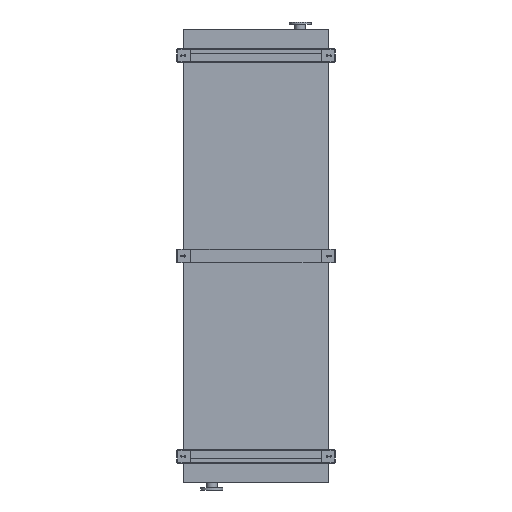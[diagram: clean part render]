
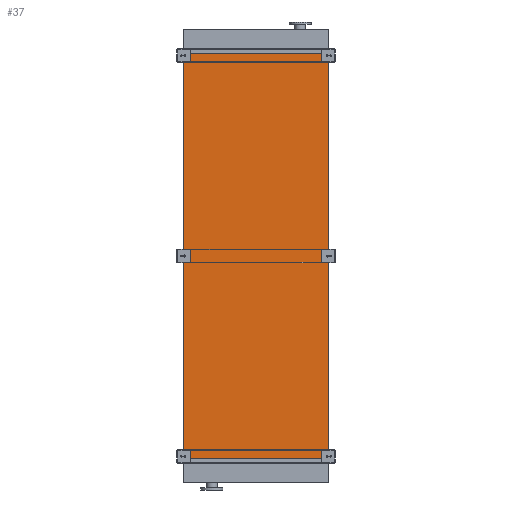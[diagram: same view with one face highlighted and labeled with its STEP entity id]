
A CAD part, front view. The second image highlights one B-rep face of the part: STEP entity #37.
In plain terms, the highlighted planar face has unit normal (0, -1, 0).
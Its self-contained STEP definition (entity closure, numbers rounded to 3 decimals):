
#37 = ADVANCED_FACE ( 'NONE', ( #12956 ), #29275, .T. ) ;
#2504 = LINE ( 'NONE', #17397, #8246 ) ;
#2715 = VECTOR ( 'NONE', #27049, 1000. ) ;
#4404 = ORIENTED_EDGE ( 'NONE', *, *, #5361, .T. ) ;
#5361 = EDGE_CURVE ( 'NONE', #26156, #24808, #21803, .T. ) ;
#6954 = VECTOR ( 'NONE', #15297, 1000. ) ;
#8246 = VECTOR ( 'NONE', #10081, 1000. ) ;
#9940 = DIRECTION ( 'NONE',  ( 0., -1., 0. ) ) ;
#10054 = CARTESIAN_POINT ( 'NONE',  ( -725., 0., 0. ) ) ;
#10081 = DIRECTION ( 'NONE',  ( 0., 0., 1. ) ) ;
#10306 = CARTESIAN_POINT ( 'NONE',  ( -725., 0., -4050. ) ) ;
#10429 = EDGE_CURVE ( 'NONE', #26156, #12609, #26367, .T. ) ;
#11915 = VERTEX_POINT ( 'NONE', #19335 ) ;
#12167 = DIRECTION ( 'NONE',  ( 1., 0., 0. ) ) ;
#12609 = VERTEX_POINT ( 'NONE', #21849 ) ;
#12956 = FACE_OUTER_BOUND ( 'NONE', #26531, .T. ) ;
#13572 = ORIENTED_EDGE ( 'NONE', *, *, #31486, .F. ) ;
#13976 = EDGE_CURVE ( 'NONE', #24808, #11915, #2504, .T. ) ;
#14623 = AXIS2_PLACEMENT_3D ( 'NONE', #22028, #9940, #26920 ) ;
#15297 = DIRECTION ( 'NONE',  ( 0., 0., 1. ) ) ;
#16087 = VECTOR ( 'NONE', #12167, 1000. ) ;
#16464 = LINE ( 'NONE', #10054, #2715 ) ;
#17042 = CARTESIAN_POINT ( 'NONE',  ( -725., 0., -4050. ) ) ;
#17357 = ORIENTED_EDGE ( 'NONE', *, *, #13976, .T. ) ;
#17397 = CARTESIAN_POINT ( 'NONE',  ( 725., 0., -4050. ) ) ;
#18805 = CARTESIAN_POINT ( 'NONE',  ( 725., 0., -4050. ) ) ;
#19335 = CARTESIAN_POINT ( 'NONE',  ( 725., 0., 0. ) ) ;
#21803 = LINE ( 'NONE', #17042, #16087 ) ;
#21849 = CARTESIAN_POINT ( 'NONE',  ( -725., 0., 0. ) ) ;
#22028 = CARTESIAN_POINT ( 'NONE',  ( -725., 0., -4050. ) ) ;
#24808 = VERTEX_POINT ( 'NONE', #18805 ) ;
#26156 = VERTEX_POINT ( 'NONE', #29635 ) ;
#26367 = LINE ( 'NONE', #10306, #6954 ) ;
#26531 = EDGE_LOOP ( 'NONE', ( #13572, #28032, #4404, #17357 ) ) ;
#26920 = DIRECTION ( 'NONE',  ( 0., 0., -1. ) ) ;
#27049 = DIRECTION ( 'NONE',  ( 1., 0., 0. ) ) ;
#28032 = ORIENTED_EDGE ( 'NONE', *, *, #10429, .F. ) ;
#29275 = PLANE ( 'NONE',  #14623 ) ;
#29635 = CARTESIAN_POINT ( 'NONE',  ( -725., 0., -4050. ) ) ;
#31486 = EDGE_CURVE ( 'NONE', #12609, #11915, #16464, .T. ) ;
